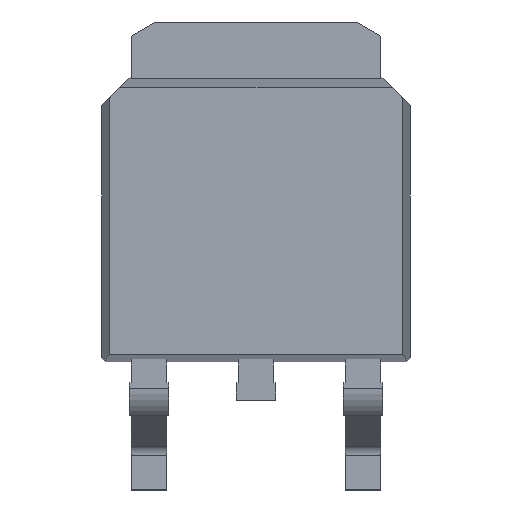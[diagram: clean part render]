
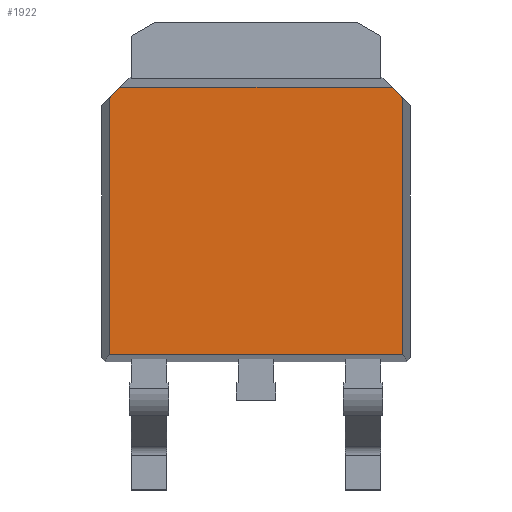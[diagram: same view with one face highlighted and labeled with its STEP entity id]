
A CAD part, top view. The second image highlights one B-rep face of the part: STEP entity #1922.
In plain terms, the highlighted planar face has unit normal (0, 0, 1).
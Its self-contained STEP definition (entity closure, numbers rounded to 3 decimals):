
#29 = DIRECTION ( 'NONE',  ( 1., 0., 0. ) ) ;
#111 = DIRECTION ( 'NONE',  ( 0., 1., 0. ) ) ;
#129 = ORIENTED_EDGE ( 'NONE', *, *, #443, .F. ) ;
#154 = ORIENTED_EDGE ( 'NONE', *, *, #554, .F. ) ;
#362 = CARTESIAN_POINT ( 'NONE',  ( 6.823, 2.195, 6.767 ) ) ;
#380 = LINE ( 'NONE', #1041, #2470 ) ;
#443 = EDGE_CURVE ( 'NONE', #1584, #2819, #1082, .T. ) ;
#554 = EDGE_CURVE ( 'NONE', #2953, #1688, #1404, .T. ) ;
#561 = DIRECTION ( 'NONE',  ( 1., 0., 0. ) ) ;
#619 = VECTOR ( 'NONE', #1066, 1000. ) ;
#650 = VERTEX_POINT ( 'NONE', #2647 ) ;
#751 = CARTESIAN_POINT ( 'NONE',  ( 6.434, 2.583, 6.767 ) ) ;
#801 = EDGE_CURVE ( 'NONE', #2124, #1584, #1543, .T. ) ;
#857 = DIRECTION ( 'NONE',  ( 0.707, 0.707, 0. ) ) ;
#907 = FACE_OUTER_BOUND ( 'NONE', #2400, .T. ) ;
#1041 = CARTESIAN_POINT ( 'NONE',  ( -1.677, 2.583, 6.767 ) ) ;
#1066 = DIRECTION ( 'NONE',  ( 0., -1., 0. ) ) ;
#1082 = LINE ( 'NONE', #2210, #619 ) ;
#1339 = CARTESIAN_POINT ( 'NONE',  ( 6.662, 2.356, 6.767 ) ) ;
#1404 = LINE ( 'NONE', #2438, #1715 ) ;
#1419 = CARTESIAN_POINT ( 'NONE',  ( 6.662, -3.125, 6.767 ) ) ;
#1543 = LINE ( 'NONE', #362, #2079 ) ;
#1578 = VECTOR ( 'NONE', #111, 1000. ) ;
#1581 = ORIENTED_EDGE ( 'NONE', *, *, #801, .F. ) ;
#1584 = VERTEX_POINT ( 'NONE', #1339 ) ;
#1587 = ORIENTED_EDGE ( 'NONE', *, *, #2950, .F. ) ;
#1633 = CARTESIAN_POINT ( 'NONE',  ( 0.383, 2.356, 6.767 ) ) ;
#1688 = VERTEX_POINT ( 'NONE', #2069 ) ;
#1715 = VECTOR ( 'NONE', #857, 1000. ) ;
#1744 = AXIS2_PLACEMENT_3D ( 'NONE', #2777, #2091, #2328 ) ;
#1769 = EDGE_CURVE ( 'NONE', #650, #2819, #1950, .T. ) ;
#1922 = ADVANCED_FACE ( 'NONE', ( #907 ), #2564, .T. ) ;
#1936 = DIRECTION ( 'NONE',  ( 0.707, -0.707, 0. ) ) ;
#1950 = LINE ( 'NONE', #2312, #2738 ) ;
#2069 = CARTESIAN_POINT ( 'NONE',  ( 0.611, 2.583, 6.767 ) ) ;
#2079 = VECTOR ( 'NONE', #1936, 1000. ) ;
#2091 = DIRECTION ( 'NONE',  ( 0., 0., 1. ) ) ;
#2124 = VERTEX_POINT ( 'NONE', #751 ) ;
#2194 = LINE ( 'NONE', #2340, #1578 ) ;
#2200 = EDGE_CURVE ( 'NONE', #1688, #2124, #380, .T. ) ;
#2210 = CARTESIAN_POINT ( 'NONE',  ( 6.662, 5.225, 6.767 ) ) ;
#2312 = CARTESIAN_POINT ( 'NONE',  ( -1.677, -3.125, 6.767 ) ) ;
#2328 = DIRECTION ( 'NONE',  ( 1., 0., 0. ) ) ;
#2340 = CARTESIAN_POINT ( 'NONE',  ( 0.383, 5.225, 6.767 ) ) ;
#2400 = EDGE_LOOP ( 'NONE', ( #1581, #2441, #154, #1587, #2563, #129 ) ) ;
#2438 = CARTESIAN_POINT ( 'NONE',  ( 0.223, 2.195, 6.767 ) ) ;
#2441 = ORIENTED_EDGE ( 'NONE', *, *, #2200, .F. ) ;
#2470 = VECTOR ( 'NONE', #561, 1000. ) ;
#2563 = ORIENTED_EDGE ( 'NONE', *, *, #1769, .T. ) ;
#2564 = PLANE ( 'NONE',  #1744 ) ;
#2647 = CARTESIAN_POINT ( 'NONE',  ( 0.383, -3.125, 6.767 ) ) ;
#2738 = VECTOR ( 'NONE', #29, 1000. ) ;
#2777 = CARTESIAN_POINT ( 'NONE',  ( -1.677, 2.583, 6.767 ) ) ;
#2819 = VERTEX_POINT ( 'NONE', #1419 ) ;
#2950 = EDGE_CURVE ( 'NONE', #650, #2953, #2194, .T. ) ;
#2953 = VERTEX_POINT ( 'NONE', #1633 ) ;
